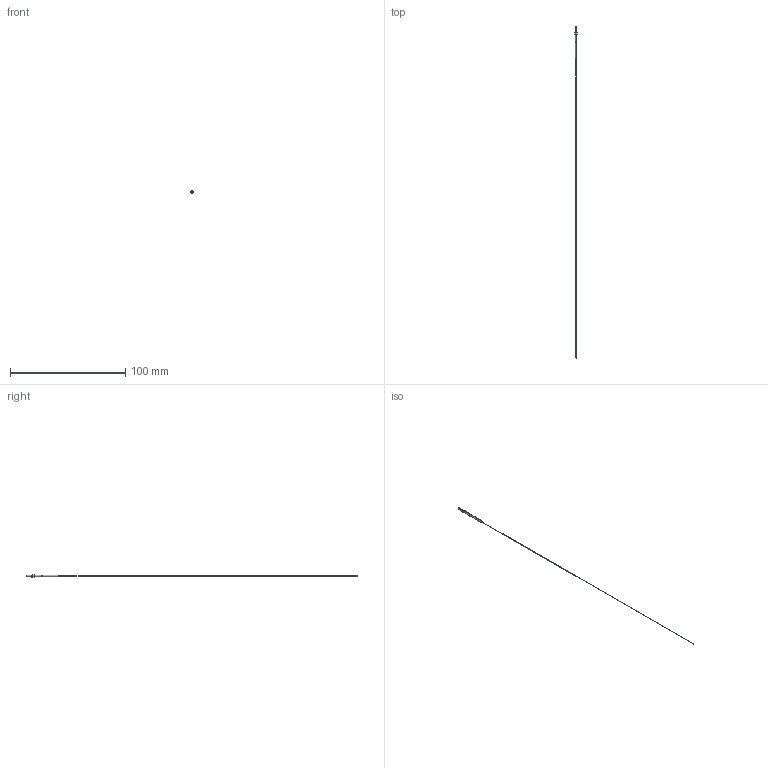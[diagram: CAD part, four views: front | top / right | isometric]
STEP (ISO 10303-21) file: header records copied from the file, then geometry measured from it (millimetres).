
FILE_DESCRIPTION (( 'STEP AP203' ), '1' );
FILE_NAME ('INGUN_SLV-030_143_132_A_xx02_D01-288.STEP', '2024-04-15T12:42:45', ( '' ), ( '' ), 'SwSTEP 2.0', 'SolidWorks 2021', '' );
FILE_SCHEMA (( 'CONFIG_CONTROL_DESIGN' ));
Length unit declared in the file: millimetre
Products named in the file (1): INGUN_SLV-030_143_132_A_xx02_D01-288
Bounding box: 2 x 288.3 x 2 mm (x, y, z)
Volume: 65.3 mm3; surface area: 301.7 mm2
Topology: 1 solids, 1 shells, 116 faces, 312 edges, 202 vertices
Faces by surface type: plane 45, cylinder 33, bspline 22, cone 8, torus 6, sphere 2
Entity records: 3985 total; most frequent: CARTESIAN_POINT 1129, ORIENTED_EDGE 620, DIRECTION 538, EDGE_CURVE 310, AXIS2_PLACEMENT_3D 219, VERTEX_POINT 202, CIRCLE 124, EDGE_LOOP 122
